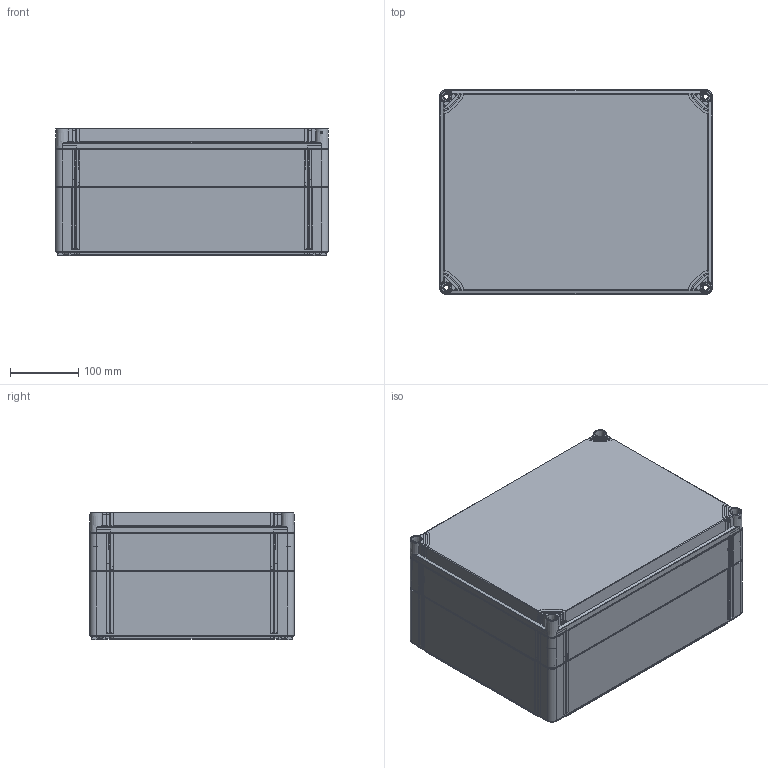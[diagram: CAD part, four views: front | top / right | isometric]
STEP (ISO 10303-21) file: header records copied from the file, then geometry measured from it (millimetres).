
FILE_DESCRIPTION((''),'2;1');
FILE_NAME('OPCP304018G_ASM','2008-12-20T',('pasi_koskela'),(''),'PRO/ENGINEER BY PARAMETRIC TECHNOLOGY CORPORATION, 2008250','PRO/ENGINEER BY PARAMETRIC TECHNOLOGY CORPORATION, 2008250','');
FILE_SCHEMA(('AUTOMOTIVE_DESIGN_CC2 { 1 2 10303 214 -1 1 5 2 }'));
Products named in the file (4): OPCP304010B; OPCG304003L; OPCP304006E; OPCP304018G_ASM
Assembly tree (3 placements, depth 2):
  OPCP304018G_ASM
    OPCP304010B
    OPCG304003L
    OPCP304006E
Bounding box: 400 x 300 x 187 mm (x, y, z)
Volume: 2249304.2 mm3; surface area: 1195483.4 mm2
Topology: 3 solids, 3 shells, 3725 faces, 9803 edges, 6222 vertices
Faces by surface type: plane 1805, cone 816, cylinder 680, torus 366, bspline 56, sphere 2
Entity records: 152434 total; most frequent: CARTESIAN_POINT 30869, ORIENTED_EDGE 19570, DIRECTION 18965, PRESENTATION_STYLE_ASSIGNMENT 9788, STYLED_ITEM 9788, CURVE_STYLE 9785, EDGE_CURVE 9785, AXIS2_PLACEMENT_3D 6665
